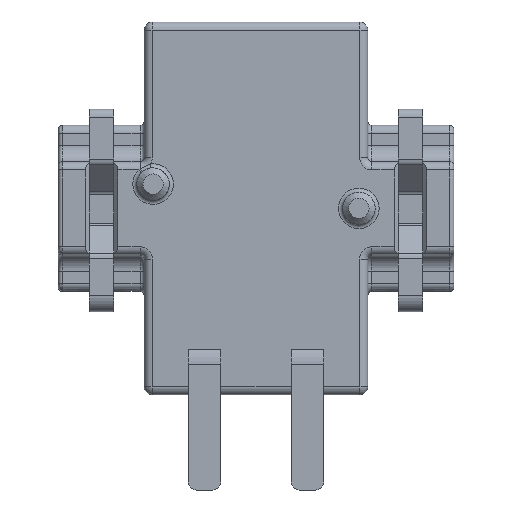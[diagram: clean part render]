
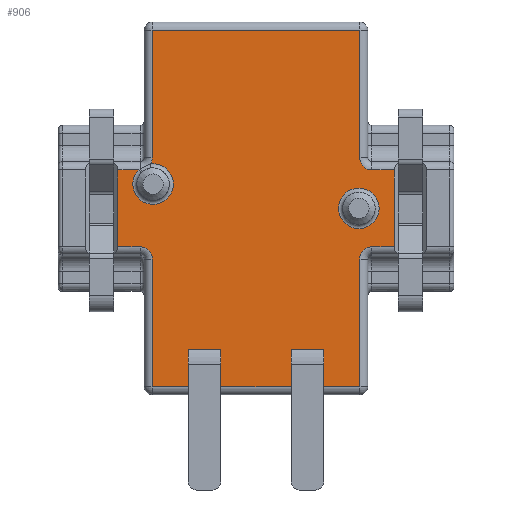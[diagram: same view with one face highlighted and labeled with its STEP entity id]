
A CAD part, front view. The second image highlights one B-rep face of the part: STEP entity #906.
In plain terms, the highlighted planar face has unit normal (0, -1, 0).
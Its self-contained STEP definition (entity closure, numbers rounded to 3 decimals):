
#906=ADVANCED_FACE('',(#2000,#2001),#1174,.F.);
#1174=PLANE('',#5042);
#1272=LINE('',#6993,#1636);
#1273=LINE('',#6996,#1637);
#1274=LINE('',#6998,#1638);
#1275=LINE('',#7002,#1639);
#1276=LINE('',#7004,#1640);
#1277=LINE('',#7006,#1641);
#1278=LINE('',#7008,#1642);
#1279=LINE('',#7010,#1643);
#1280=LINE('',#7012,#1644);
#1281=LINE('',#7014,#1645);
#1282=LINE('',#7016,#1646);
#1283=LINE('',#7018,#1647);
#1284=LINE('',#7020,#1648);
#1285=LINE('',#7022,#1649);
#1286=LINE('',#7026,#1650);
#1287=LINE('',#7028,#1651);
#1288=LINE('',#7030,#1652);
#1289=LINE('',#7034,#1653);
#1290=LINE('',#7036,#1654);
#1291=LINE('',#7038,#1655);
#1636=VECTOR('',#5569,1.);
#1637=VECTOR('',#5570,1.);
#1638=VECTOR('',#5571,1.);
#1639=VECTOR('',#5574,1.);
#1640=VECTOR('',#5575,1.);
#1641=VECTOR('',#5576,1.);
#1642=VECTOR('',#5577,1.);
#1643=VECTOR('',#5578,1.);
#1644=VECTOR('',#5579,1.);
#1645=VECTOR('',#5580,1.);
#1646=VECTOR('',#5581,1.);
#1647=VECTOR('',#5582,1.);
#1648=VECTOR('',#5583,1.);
#1649=VECTOR('',#5584,1.);
#1650=VECTOR('',#5587,1.);
#1651=VECTOR('',#5588,1.);
#1652=VECTOR('',#5589,1.);
#1653=VECTOR('',#5592,1.);
#1654=VECTOR('',#5593,1.);
#1655=VECTOR('',#5594,1.);
#2000=FACE_BOUND('',#2015,.T.);
#2001=FACE_BOUND('',#2016,.T.);
#2015=EDGE_LOOP('',(#2291));
#2016=EDGE_LOOP('',(#2292,#2293,#2294,#2295,#2296,#2297,#2298,#2299,#2300,
#2301,#2302,#2303,#2304,#2305,#2306,#2307,#2308,#2309,#2310,#2311,#2312,
#2313,#2314,#2315,#2316));
#2291=ORIENTED_EDGE('',*,*,#4024,.T.);
#2292=ORIENTED_EDGE('',*,*,#4025,.T.);
#2293=ORIENTED_EDGE('',*,*,#4026,.T.);
#2294=ORIENTED_EDGE('',*,*,#4027,.T.);
#2295=ORIENTED_EDGE('',*,*,#4028,.T.);
#2296=ORIENTED_EDGE('',*,*,#4029,.T.);
#2297=ORIENTED_EDGE('',*,*,#4030,.T.);
#2298=ORIENTED_EDGE('',*,*,#4031,.T.);
#2299=ORIENTED_EDGE('',*,*,#4032,.F.);
#2300=ORIENTED_EDGE('',*,*,#4033,.F.);
#2301=ORIENTED_EDGE('',*,*,#4034,.T.);
#2302=ORIENTED_EDGE('',*,*,#4035,.T.);
#2303=ORIENTED_EDGE('',*,*,#4036,.F.);
#2304=ORIENTED_EDGE('',*,*,#4037,.F.);
#2305=ORIENTED_EDGE('',*,*,#4038,.T.);
#2306=ORIENTED_EDGE('',*,*,#4039,.T.);
#2307=ORIENTED_EDGE('',*,*,#4040,.T.);
#2308=ORIENTED_EDGE('',*,*,#4041,.T.);
#2309=ORIENTED_EDGE('',*,*,#4042,.T.);
#2310=ORIENTED_EDGE('',*,*,#4043,.T.);
#2311=ORIENTED_EDGE('',*,*,#4044,.T.);
#2312=ORIENTED_EDGE('',*,*,#4045,.T.);
#2313=ORIENTED_EDGE('',*,*,#4046,.T.);
#2314=ORIENTED_EDGE('',*,*,#4047,.T.);
#2315=ORIENTED_EDGE('',*,*,#4048,.T.);
#2316=ORIENTED_EDGE('',*,*,#4049,.T.);
#3621=VERTEX_POINT('',#6992);
#3622=VERTEX_POINT('',#6994);
#3623=VERTEX_POINT('',#6995);
#3624=VERTEX_POINT('',#6997);
#3625=VERTEX_POINT('',#6999);
#3626=VERTEX_POINT('',#7001);
#3627=VERTEX_POINT('',#7003);
#3628=VERTEX_POINT('',#7005);
#3629=VERTEX_POINT('',#7007);
#3630=VERTEX_POINT('',#7009);
#3631=VERTEX_POINT('',#7011);
#3632=VERTEX_POINT('',#7013);
#3633=VERTEX_POINT('',#7015);
#3634=VERTEX_POINT('',#7017);
#3635=VERTEX_POINT('',#7019);
#3636=VERTEX_POINT('',#7021);
#3637=VERTEX_POINT('',#7023);
#3638=VERTEX_POINT('',#7025);
#3639=VERTEX_POINT('',#7027);
#3640=VERTEX_POINT('',#7029);
#3641=VERTEX_POINT('',#7031);
#3642=VERTEX_POINT('',#7033);
#3643=VERTEX_POINT('',#7035);
#3644=VERTEX_POINT('',#7037);
#3645=VERTEX_POINT('',#7039);
#3646=VERTEX_POINT('',#7041);
#4024=EDGE_CURVE('',#3621,#3621,#4689,.T.);
#4025=EDGE_CURVE('',#3622,#3623,#1272,.T.);
#4026=EDGE_CURVE('',#3623,#3624,#1273,.T.);
#4027=EDGE_CURVE('',#3624,#3625,#1274,.T.);
#4028=EDGE_CURVE('',#3625,#3626,#4690,.T.);
#4029=EDGE_CURVE('',#3626,#3627,#1275,.T.);
#4030=EDGE_CURVE('',#3627,#3628,#1276,.T.);
#4031=EDGE_CURVE('',#3628,#3629,#1277,.T.);
#4032=EDGE_CURVE('',#3630,#3629,#1278,.T.);
#4033=EDGE_CURVE('',#3631,#3630,#1279,.T.);
#4034=EDGE_CURVE('',#3631,#3632,#1280,.T.);
#4035=EDGE_CURVE('',#3632,#3633,#1281,.T.);
#4036=EDGE_CURVE('',#3634,#3633,#1282,.T.);
#4037=EDGE_CURVE('',#3635,#3634,#1283,.T.);
#4038=EDGE_CURVE('',#3635,#3636,#1284,.T.);
#4039=EDGE_CURVE('',#3636,#3637,#1285,.T.);
#4040=EDGE_CURVE('',#3637,#3638,#4691,.T.);
#4041=EDGE_CURVE('',#3638,#3639,#1286,.T.);
#4042=EDGE_CURVE('',#3639,#3640,#1287,.T.);
#4043=EDGE_CURVE('',#3640,#3641,#1288,.T.);
#4044=EDGE_CURVE('',#3641,#3642,#4692,.T.);
#4045=EDGE_CURVE('',#3642,#3643,#1289,.T.);
#4046=EDGE_CURVE('',#3643,#3644,#1290,.T.);
#4047=EDGE_CURVE('',#3644,#3645,#1291,.T.);
#4048=EDGE_CURVE('',#3645,#3646,#4693,.T.);
#4049=EDGE_CURVE('',#3646,#3622,#4694,.T.);
#4689=CIRCLE('',#5036,0.5);
#4690=CIRCLE('',#5037,0.3);
#4691=CIRCLE('',#5038,0.3);
#4692=CIRCLE('',#5039,0.3);
#4693=CIRCLE('',#5040,0.3);
#4694=CIRCLE('',#5041,0.5);
#5036=AXIS2_PLACEMENT_3D('',#6991,#5567,#5568);
#5037=AXIS2_PLACEMENT_3D('',#7000,#5572,#5573);
#5038=AXIS2_PLACEMENT_3D('',#7024,#5585,#5586);
#5039=AXIS2_PLACEMENT_3D('',#7032,#5590,#5591);
#5040=AXIS2_PLACEMENT_3D('',#7040,#5595,#5596);
#5041=AXIS2_PLACEMENT_3D('',#7042,#5597,#5598);
#5042=AXIS2_PLACEMENT_3D('',#7043,#5599,#5600);
#5567=DIRECTION('',(0.,1.,0.));
#5568=DIRECTION('',(0.,0.,1.));
#5569=DIRECTION('',(-1.,0.,0.));
#5570=DIRECTION('',(0.,0.,-1.));
#5571=DIRECTION('',(1.,0.,0.));
#5572=DIRECTION('',(0.,1.,0.));
#5573=DIRECTION('',(0.,0.,1.));
#5574=DIRECTION('',(0.,0.,-1.));
#5575=DIRECTION('',(1.,0.,0.));
#5576=DIRECTION('',(0.,0.,1.));
#5577=DIRECTION('',(-1.,0.,0.));
#5578=DIRECTION('',(0.,0.,1.));
#5579=DIRECTION('',(1.,0.,0.));
#5580=DIRECTION('',(0.,0.,1.));
#5581=DIRECTION('',(-1.,0.,0.));
#5582=DIRECTION('',(0.,0.,1.));
#5583=DIRECTION('',(1.,0.,0.));
#5584=DIRECTION('',(0.,0.,1.));
#5585=DIRECTION('',(0.,1.,0.));
#5586=DIRECTION('',(0.,0.,-1.));
#5587=DIRECTION('',(1.,0.,0.));
#5588=DIRECTION('',(0.,0.,1.));
#5589=DIRECTION('',(-1.,0.,0.));
#5590=DIRECTION('',(0.,1.,0.));
#5591=DIRECTION('',(0.,0.,-1.));
#5592=DIRECTION('',(0.,0.,1.));
#5593=DIRECTION('',(-1.,0.,0.));
#5594=DIRECTION('',(0.,0.,-1.));
#5595=DIRECTION('',(0.,1.,0.));
#5596=DIRECTION('',(0.,0.,1.));
#5597=DIRECTION('',(0.,1.,0.));
#5598=DIRECTION('',(0.,0.,1.));
#5599=DIRECTION('',(0.,1.,0.));
#5600=DIRECTION('',(0.,0.,1.));
#6991=CARTESIAN_POINT('',(3.81,-2.45,-4.6));
#6992=CARTESIAN_POINT('',(3.81,-2.45,-4.1));
#6993=CARTESIAN_POINT('',(-1.49,-2.45,-3.65));
#6994=CARTESIAN_POINT('',(-1.627,-2.45,-3.65));
#6995=CARTESIAN_POINT('',(-2.14,-2.45,-3.65));
#6996=CARTESIAN_POINT('',(-2.14,-2.45,-5.55));
#6997=CARTESIAN_POINT('',(-2.14,-2.45,-5.55));
#6998=CARTESIAN_POINT('',(-1.49,-2.45,-5.55));
#6999=CARTESIAN_POINT('',(-1.59,-2.45,-5.55));
#7000=CARTESIAN_POINT('',(-1.59,-2.45,-5.85));
#7001=CARTESIAN_POINT('',(-1.29,-2.45,-5.85));
#7002=CARTESIAN_POINT('',(-1.29,-2.45,-9.));
#7003=CARTESIAN_POINT('',(-1.29,-2.45,-9.));
#7004=CARTESIAN_POINT('',(-1.49,-2.45,-9.));
#7005=CARTESIAN_POINT('',(-0.4,-2.45,-9.));
#7006=CARTESIAN_POINT('',(-0.4,-2.45,-9.));
#7007=CARTESIAN_POINT('',(-0.4,-2.45,-8.089));
#7008=CARTESIAN_POINT('',(0.4,-2.45,-8.089));
#7009=CARTESIAN_POINT('',(0.4,-2.45,-8.089));
#7010=CARTESIAN_POINT('',(0.4,-2.45,-9.));
#7011=CARTESIAN_POINT('',(0.4,-2.45,-9.));
#7012=CARTESIAN_POINT('',(1.27,-2.45,-9.));
#7013=CARTESIAN_POINT('',(2.14,-2.45,-9.));
#7014=CARTESIAN_POINT('',(2.14,-2.45,-9.));
#7015=CARTESIAN_POINT('',(2.14,-2.45,-8.089));
#7016=CARTESIAN_POINT('',(2.94,-2.45,-8.089));
#7017=CARTESIAN_POINT('',(2.94,-2.45,-8.089));
#7018=CARTESIAN_POINT('',(2.94,-2.45,-9.));
#7019=CARTESIAN_POINT('',(2.94,-2.45,-9.));
#7020=CARTESIAN_POINT('',(3.81,-2.45,-9.));
#7021=CARTESIAN_POINT('',(3.83,-2.45,-9.));
#7022=CARTESIAN_POINT('',(3.83,-2.45,-5.85));
#7023=CARTESIAN_POINT('',(3.83,-2.45,-5.85));
#7024=CARTESIAN_POINT('',(4.13,-2.45,-5.85));
#7025=CARTESIAN_POINT('',(4.13,-2.45,-5.55));
#7026=CARTESIAN_POINT('',(6.155,-2.45,-5.55));
#7027=CARTESIAN_POINT('',(4.68,-2.45,-5.55));
#7028=CARTESIAN_POINT('',(4.68,-2.45,-9.));
#7029=CARTESIAN_POINT('',(4.68,-2.45,-3.65));
#7030=CARTESIAN_POINT('',(4.13,-2.45,-3.65));
#7031=CARTESIAN_POINT('',(4.13,-2.45,-3.65));
#7032=CARTESIAN_POINT('',(4.13,-2.45,-3.35));
#7033=CARTESIAN_POINT('',(3.83,-2.45,-3.35));
#7034=CARTESIAN_POINT('',(3.83,-2.45,-0.2));
#7035=CARTESIAN_POINT('',(3.83,-2.45,-0.2));
#7036=CARTESIAN_POINT('',(-1.49,-2.45,-0.2));
#7037=CARTESIAN_POINT('',(-1.29,-2.45,-0.2));
#7038=CARTESIAN_POINT('',(-1.29,-2.45,-3.35));
#7039=CARTESIAN_POINT('',(-1.29,-2.45,-3.35));
#7040=CARTESIAN_POINT('',(-1.59,-2.45,-3.35));
#7041=CARTESIAN_POINT('',(-1.332,-2.45,-3.504));
#7042=CARTESIAN_POINT('',(-1.27,-2.45,-4.));
#7043=CARTESIAN_POINT('',(-1.49,-2.45,-9.));
